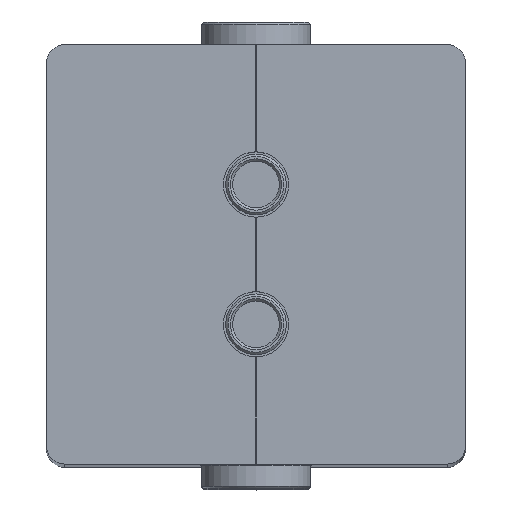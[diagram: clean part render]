
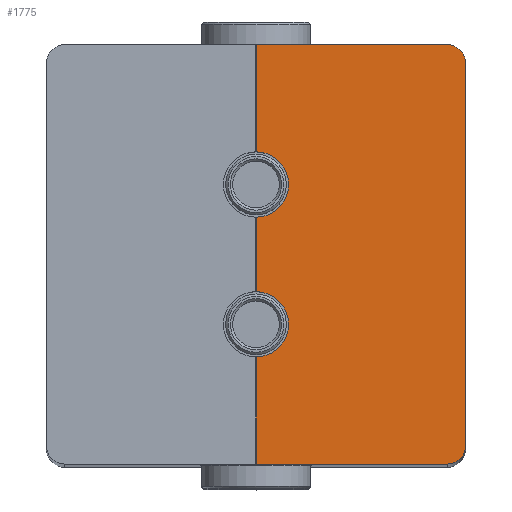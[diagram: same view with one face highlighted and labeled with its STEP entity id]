
A CAD part, top view. The second image highlights one B-rep face of the part: STEP entity #1775.
In plain terms, the highlighted planar face has unit normal (0, 0, 1).
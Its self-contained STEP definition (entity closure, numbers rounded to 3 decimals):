
#86=LINE('',#2815,#218);
#89=LINE('',#2820,#221);
#112=LINE('',#2877,#244);
#116=LINE('',#2886,#248);
#122=LINE('',#2909,#254);
#123=LINE('',#2911,#255);
#218=VECTOR('',#2299,82.);
#221=VECTOR('',#2304,46.);
#244=VECTOR('',#2349,46.);
#248=VECTOR('',#2359,82.);
#254=VECTOR('',#2383,164.);
#255=VECTOR('',#2386,32.);
#397=PLANE('',#1962);
#544=FACE_OUTER_BOUND('',#704,.T.);
#704=EDGE_LOOP('',(#1458,#1459,#1460,#1461,#1462,#1463,#1464,#1465,#1466,
#1467));
#811=CIRCLE('',#1958,14.);
#813=CIRCLE('',#1961,14.);
#814=CIRCLE('',#1963,8.);
#815=CIRCLE('',#1964,8.);
#913=VERTEX_POINT('',#2812);
#914=VERTEX_POINT('',#2814);
#915=VERTEX_POINT('',#2819);
#937=VERTEX_POINT('',#2874);
#938=VERTEX_POINT('',#2876);
#940=VERTEX_POINT('',#2885);
#944=VERTEX_POINT('',#2895);
#946=VERTEX_POINT('',#2902);
#947=VERTEX_POINT('',#2906);
#948=VERTEX_POINT('',#2908);
#1089=EDGE_CURVE('',#914,#913,#86,.T.);
#1092=EDGE_CURVE('',#915,#914,#89,.T.);
#1120=EDGE_CURVE('',#938,#937,#112,.T.);
#1125=EDGE_CURVE('',#940,#938,#116,.T.);
#1131=EDGE_CURVE('',#944,#915,#811,.T.);
#1134=EDGE_CURVE('',#937,#946,#813,.T.);
#1135=EDGE_CURVE('',#913,#947,#814,.T.);
#1136=EDGE_CURVE('',#947,#948,#122,.T.);
#1137=EDGE_CURVE('',#948,#940,#815,.T.);
#1138=EDGE_CURVE('',#946,#944,#123,.T.);
#1458=ORIENTED_EDGE('',*,*,#1131,.T.);
#1459=ORIENTED_EDGE('',*,*,#1092,.T.);
#1460=ORIENTED_EDGE('',*,*,#1089,.T.);
#1461=ORIENTED_EDGE('',*,*,#1135,.T.);
#1462=ORIENTED_EDGE('',*,*,#1136,.T.);
#1463=ORIENTED_EDGE('',*,*,#1137,.T.);
#1464=ORIENTED_EDGE('',*,*,#1125,.T.);
#1465=ORIENTED_EDGE('',*,*,#1120,.T.);
#1466=ORIENTED_EDGE('',*,*,#1134,.T.);
#1467=ORIENTED_EDGE('',*,*,#1138,.T.);
#1775=ADVANCED_FACE('',(#544),#397,.T.);
#1958=AXIS2_PLACEMENT_3D('',#2898,#2370,#2371);
#1961=AXIS2_PLACEMENT_3D('',#2904,#2377,#2378);
#1962=AXIS2_PLACEMENT_3D('',#2905,#2379,#2380);
#1963=AXIS2_PLACEMENT_3D('',#2907,#2381,#2382);
#1964=AXIS2_PLACEMENT_3D('',#2910,#2384,#2385);
#2299=DIRECTION('',(1.,0.,0.));
#2304=DIRECTION('',(0.,-1.,0.));
#2349=DIRECTION('',(0.,-1.,0.));
#2359=DIRECTION('',(-1.,0.,0.));
#2370=DIRECTION('center_axis',(0.,0.,-1.));
#2371=DIRECTION('ref_axis',(-1.,0.,0.));
#2377=DIRECTION('center_axis',(0.,0.,-1.));
#2378=DIRECTION('ref_axis',(-1.,0.,0.));
#2379=DIRECTION('center_axis',(0.,0.,1.));
#2380=DIRECTION('ref_axis',(1.,0.,0.));
#2381=DIRECTION('center_axis',(0.,0.,1.));
#2382=DIRECTION('ref_axis',(0.,1.,0.));
#2383=DIRECTION('',(0.,1.,0.));
#2384=DIRECTION('center_axis',(0.,0.,1.));
#2385=DIRECTION('ref_axis',(-1.,0.,0.));
#2386=DIRECTION('',(0.,-1.,0.));
#2812=CARTESIAN_POINT('',(82.,-90.,397.5));
#2814=CARTESIAN_POINT('',(0.,-90.,397.5));
#2815=CARTESIAN_POINT('',(82.,-90.,397.5));
#2819=CARTESIAN_POINT('',(0.,-44.,397.5));
#2820=CARTESIAN_POINT('',(0.,-90.,397.5));
#2874=CARTESIAN_POINT('',(0.,44.,397.5));
#2876=CARTESIAN_POINT('',(0.,90.,397.5));
#2877=CARTESIAN_POINT('',(0.,-90.,397.5));
#2885=CARTESIAN_POINT('',(82.,90.,397.5));
#2886=CARTESIAN_POINT('',(0.,90.,397.5));
#2895=CARTESIAN_POINT('',(0.,-16.,397.5));
#2898=CARTESIAN_POINT('Origin',(0.,-30.,397.5));
#2902=CARTESIAN_POINT('',(0.,16.,397.5));
#2904=CARTESIAN_POINT('Origin',(0.,30.,397.5));
#2905=CARTESIAN_POINT('Origin',(43.894,0.,397.5));
#2906=CARTESIAN_POINT('',(90.,-82.,397.5));
#2907=CARTESIAN_POINT('Origin',(82.,-82.,397.5));
#2908=CARTESIAN_POINT('',(90.,82.,397.5));
#2909=CARTESIAN_POINT('',(90.,82.,397.5));
#2910=CARTESIAN_POINT('Origin',(82.,82.,397.5));
#2911=CARTESIAN_POINT('',(0.,-90.,397.5));
